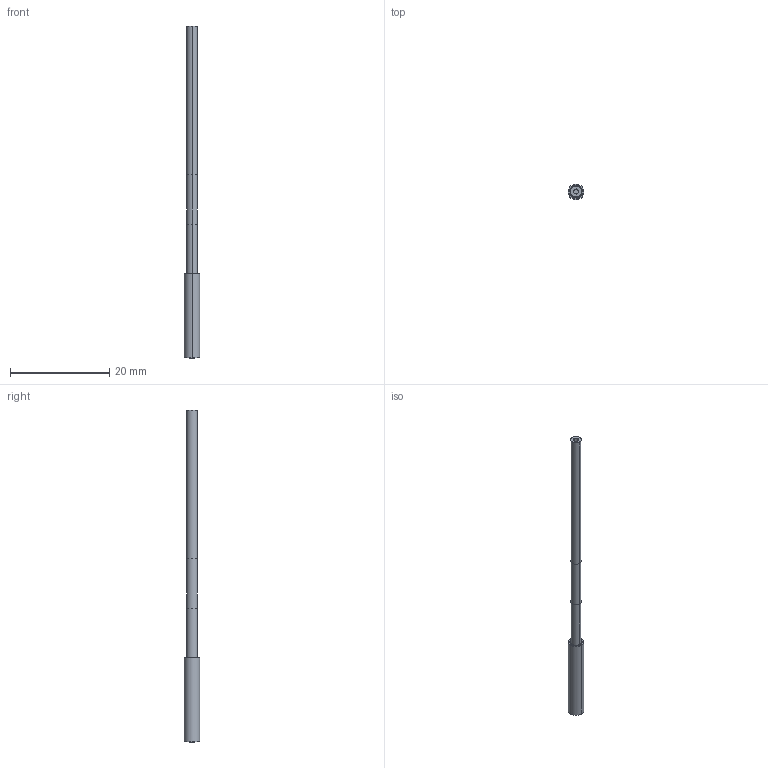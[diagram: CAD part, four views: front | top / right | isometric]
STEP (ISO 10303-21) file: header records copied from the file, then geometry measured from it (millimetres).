
FILE_DESCRIPTION((''),'2;1');
FILE_NAME('166417_ASM','2016-01-05T',('pdmadmin'),(''),'PRO/ENGINEER BY PARAMETRIC TECHNOLOGY CORPORATION, 2013230','PRO/ENGINEER BY PARAMETRIC TECHNOLOGY CORPORATION, 2013230','');
FILE_SCHEMA(('CONFIG_CONTROL_DESIGN'));
Length unit declared in the file: inch
Products named in the file (4): 13532; 10140; FIBER_CORE_1MM; 166417_ASM
Assembly tree (3 placements, depth 2):
  166417_ASM
    13532
    10140
    FIBER_CORE_1MM
Bounding box: 3.17 x 3.17 x 67.02 mm (x, y, z)
Volume: 280.6 mm3; surface area: 1099.6 mm2
Topology: 3 solids, 4 shells, 32 faces, 64 edges, 38 vertices
Faces by surface type: cylinder 18, plane 6, cone 4, bspline 4
Entity records: 1122 total; most frequent: CARTESIAN_POINT 327, DIRECTION 172, ORIENTED_EDGE 124, AXIS2_PLACEMENT_3D 75, EDGE_CURVE 64, VERTEX_POINT 38, CIRCLE 38, EDGE_LOOP 36
